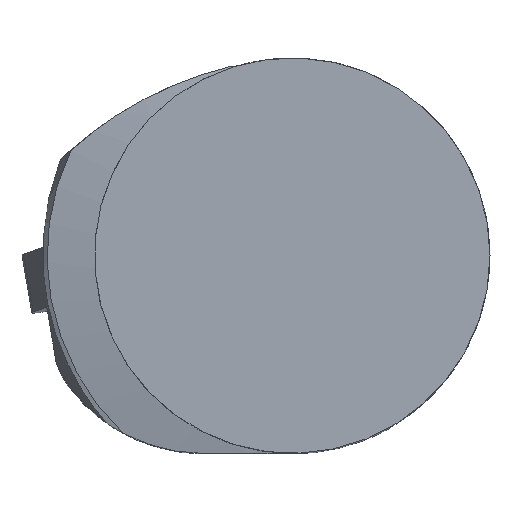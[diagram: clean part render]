
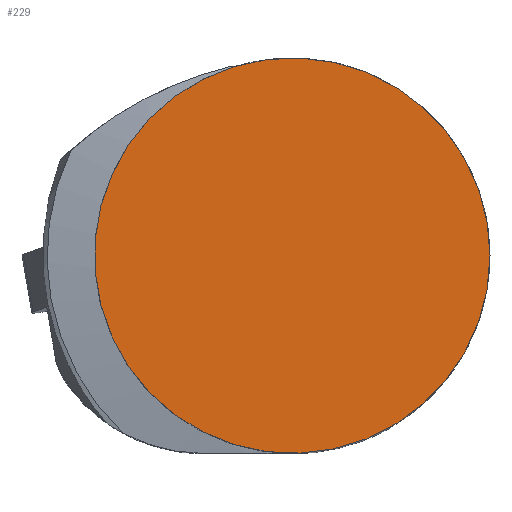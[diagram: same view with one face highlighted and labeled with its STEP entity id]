
A CAD part, top view. The second image highlights one B-rep face of the part: STEP entity #229.
In plain terms, the highlighted planar face has unit normal (0, 0, 1).
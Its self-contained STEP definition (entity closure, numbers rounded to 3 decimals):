
#181=FACE_OUTER_BOUND('',#444,.T.);
#229=ADVANCED_FACE('',(#181),#257,.T.);
#257=PLANE('',#1145);
#444=EDGE_LOOP('',(#683));
#683=ORIENTED_EDGE('',*,*,#861,.T.);
#763=VERTEX_POINT('',#1746);
#861=EDGE_CURVE('',#763,#763,#939,.T.);
#939=CIRCLE('',#1095,16.);
#1095=AXIS2_PLACEMENT_3D('',#1745,#1287,#1288);
#1145=AXIS2_PLACEMENT_3D('',#1894,#1409,#1410);
#1287=DIRECTION('',(0.,0.,1.));
#1288=DIRECTION('',(1.,0.,0.));
#1409=DIRECTION('',(0.,0.,1.));
#1410=DIRECTION('',(1.,0.,0.));
#1745=CARTESIAN_POINT('',(0.,0.,0.));
#1746=CARTESIAN_POINT('',(16.,0.,0.));
#1894=CARTESIAN_POINT('',(0.,0.,0.));
